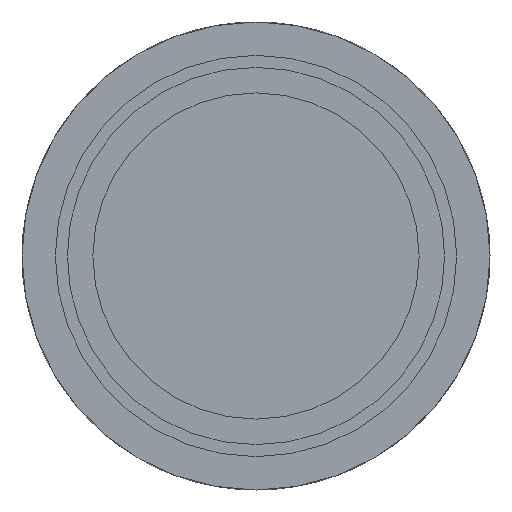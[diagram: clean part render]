
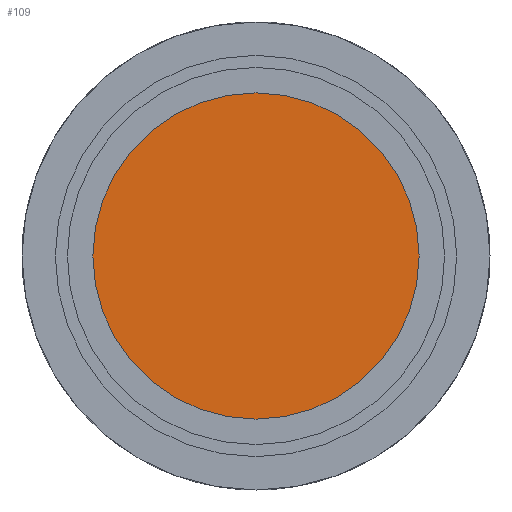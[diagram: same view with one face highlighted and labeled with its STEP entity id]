
A CAD part, front view. The second image highlights one B-rep face of the part: STEP entity #109.
In plain terms, the highlighted planar face has unit normal (0, -1, 0).
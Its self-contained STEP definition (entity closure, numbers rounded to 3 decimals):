
#82 = CARTESIAN_POINT ( 'NONE',  ( 0., 5., 0. ) ) ;
#97 = CARTESIAN_POINT ( 'NONE',  ( 0., 5., 0. ) ) ;
#109 = ADVANCED_FACE ( 'NONE', ( #339 ), #393, .F. ) ;
#129 = EDGE_CURVE ( 'NONE', #388, #377, #175, .T. ) ;
#137 = DIRECTION ( 'NONE',  ( 0., 1., 0. ) ) ;
#149 = DIRECTION ( 'NONE',  ( 0., 0., 1. ) ) ;
#159 = DIRECTION ( 'NONE',  ( 0., 0., 1. ) ) ;
#175 = CIRCLE ( 'NONE', #243, 11.5 ) ;
#243 = AXIS2_PLACEMENT_3D ( 'NONE', #82, #529, #149 ) ;
#254 = EDGE_CURVE ( 'NONE', #377, #388, #367, .T. ) ;
#327 = CARTESIAN_POINT ( 'NONE',  ( 0., 5., 0. ) ) ;
#339 = FACE_OUTER_BOUND ( 'NONE', #731, .T. ) ;
#367 = CIRCLE ( 'NONE', #554, 11.5 ) ;
#373 = AXIS2_PLACEMENT_3D ( 'NONE', #327, #137, #459 ) ;
#377 = VERTEX_POINT ( 'NONE', #553 ) ;
#388 = VERTEX_POINT ( 'NONE', #428 ) ;
#393 = PLANE ( 'NONE',  #373 ) ;
#401 = ORIENTED_EDGE ( 'NONE', *, *, #254, .T. ) ;
#428 = CARTESIAN_POINT ( 'NONE',  ( 0., 5., 11.5 ) ) ;
#459 = DIRECTION ( 'NONE',  ( 0., 0., 1. ) ) ;
#529 = DIRECTION ( 'NONE',  ( 0., -1., 0. ) ) ;
#542 = DIRECTION ( 'NONE',  ( 0., -1., 0. ) ) ;
#553 = CARTESIAN_POINT ( 'NONE',  ( 0., 5., -11.5 ) ) ;
#554 = AXIS2_PLACEMENT_3D ( 'NONE', #97, #542, #159 ) ;
#666 = ORIENTED_EDGE ( 'NONE', *, *, #129, .T. ) ;
#731 = EDGE_LOOP ( 'NONE', ( #401, #666 ) ) ;
